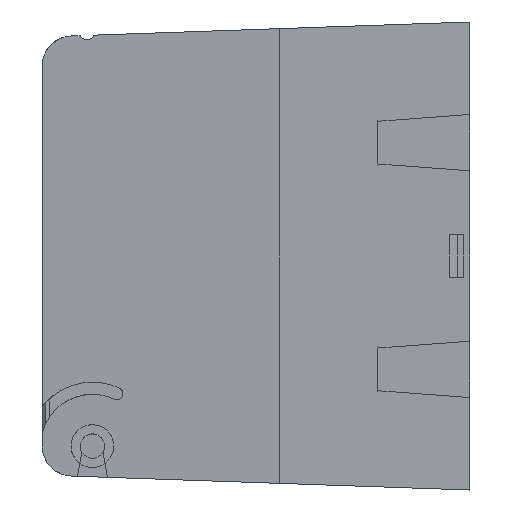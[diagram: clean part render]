
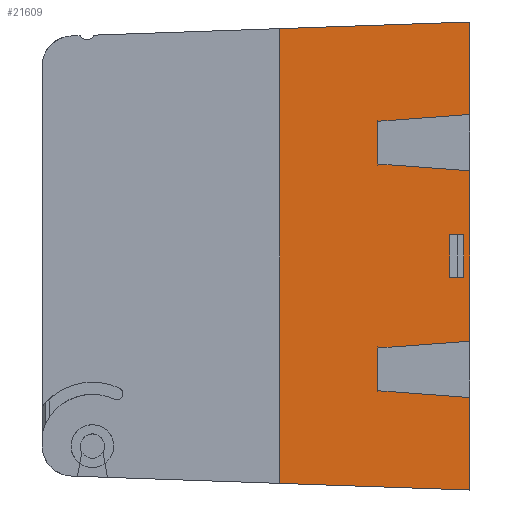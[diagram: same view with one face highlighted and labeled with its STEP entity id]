
A CAD part, left-side view. The second image highlights one B-rep face of the part: STEP entity #21609.
In plain terms, the highlighted planar face has unit normal (1, 0, 0).
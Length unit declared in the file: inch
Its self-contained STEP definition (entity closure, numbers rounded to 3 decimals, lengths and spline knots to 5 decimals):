
#37 = CARTESIAN_POINT ( 'NONE',  ( -1.395, 0.604, -0.60477 ) ) ;
#501 = ORIENTED_EDGE ( 'NONE', *, *, #18522, .F. ) ;
#602 = DIRECTION ( 'NONE',  ( 0., 1., 0. ) ) ;
#792 = VERTEX_POINT ( 'NONE', #17304 ) ;
#803 = CARTESIAN_POINT ( 'NONE',  ( -1.395, 0.594, -0.14 ) ) ;
#809 = VECTOR ( 'NONE', #5115, 39.37008 ) ;
#937 = VERTEX_POINT ( 'NONE', #15442 ) ;
#1097 = CARTESIAN_POINT ( 'NONE',  ( -1.395, 0.00349, 1.53744 ) ) ;
#1127 = ORIENTED_EDGE ( 'NONE', *, *, #2520, .F. ) ;
#1437 = DIRECTION ( 'NONE',  ( 0., 0., 1. ) ) ;
#1539 = LINE ( 'NONE', #23107, #6113 ) ;
#1578 = CARTESIAN_POINT ( 'NONE',  ( -1.395, 0., -0.93 ) ) ;
#2446 = CARTESIAN_POINT ( 'NONE',  ( -1.395, 0., 1.53756 ) ) ;
#2520 = EDGE_CURVE ( 'NONE', #19541, #19608, #13662, .T. ) ;
#2555 = CARTESIAN_POINT ( 'NONE',  ( -1.395, 0.594, 0.14 ) ) ;
#2915 = VECTOR ( 'NONE', #11733, 39.37008 ) ;
#3293 = LINE ( 'NONE', #11828, #18351 ) ;
#3519 = DIRECTION ( 'NONE',  ( 0., 0.997, 0.074 ) ) ;
#3537 = EDGE_CURVE ( 'NONE', #8044, #22385, #3293, .T. ) ;
#3541 = VECTOR ( 'NONE', #17664, 39.37008 ) ;
#3549 = ORIENTED_EDGE ( 'NONE', *, *, #19220, .F. ) ;
#3604 = CARTESIAN_POINT ( 'NONE',  ( -1.395, 0., -0.93 ) ) ;
#3646 = CARTESIAN_POINT ( 'NONE',  ( -1.395, 0.604, -0.5 ) ) ;
#4447 = CARTESIAN_POINT ( 'NONE',  ( -1.395, 0., 0.56 ) ) ;
#4511 = EDGE_LOOP ( 'NONE', ( #17118, #9137, #14031, #15889, #16600, #10306, #14274, #9633, #6247, #15909, #18740, #7506 ) ) ;
#5115 = DIRECTION ( 'NONE',  ( 0., -0.999, -0.035 ) ) ;
#5192 = DIRECTION ( 'NONE',  ( 0., 0.999, -0.035 ) ) ;
#5901 = EDGE_CURVE ( 'NONE', #18929, #17681, #22297, .T. ) ;
#5993 = LINE ( 'NONE', #18796, #809 ) ;
#6056 = VECTOR ( 'NONE', #5192, 39.37008 ) ;
#6113 = VECTOR ( 'NONE', #13205, 39.37008 ) ;
#6247 = ORIENTED_EDGE ( 'NONE', *, *, #24894, .F. ) ;
#6431 = AXIS2_PLACEMENT_3D ( 'NONE', #21520, #9663, #23491 ) ;
#6466 = DIRECTION ( 'NONE',  ( 0., -1., 0. ) ) ;
#6502 = DIRECTION ( 'NONE',  ( 0., 0., 1. ) ) ;
#7217 = CARTESIAN_POINT ( 'NONE',  ( -1.395, 0.604, -0.5 ) ) ;
#7228 = CARTESIAN_POINT ( 'NONE',  ( -1.395, 1.25, 1.49391 ) ) ;
#7506 = ORIENTED_EDGE ( 'NONE', *, *, #10115, .F. ) ;
#7610 = EDGE_CURVE ( 'NONE', #12062, #18929, #24918, .T. ) ;
#7689 = LINE ( 'NONE', #16102, #22808 ) ;
#7867 = LINE ( 'NONE', #2555, #12419 ) ;
#7987 = VECTOR ( 'NONE', #23833, 39.37008 ) ;
#8044 = VERTEX_POINT ( 'NONE', #25468 ) ;
#8451 = VECTOR ( 'NONE', #602, 39.37008 ) ;
#8717 = CARTESIAN_POINT ( 'NONE',  ( -1.395, 0., -1.53756 ) ) ;
#9137 = ORIENTED_EDGE ( 'NONE', *, *, #24977, .F. ) ;
#9196 = LINE ( 'NONE', #3646, #19108 ) ;
#9633 = ORIENTED_EDGE ( 'NONE', *, *, #7610, .F. ) ;
#9663 = DIRECTION ( 'NONE',  ( -1., 0., 0. ) ) ;
#9671 = CARTESIAN_POINT ( 'NONE',  ( -1.395, 0.604, 0.60477 ) ) ;
#9812 = LINE ( 'NONE', #20912, #13781 ) ;
#10115 = EDGE_CURVE ( 'NONE', #17823, #19584, #9196, .T. ) ;
#10306 = ORIENTED_EDGE ( 'NONE', *, *, #17026, .F. ) ;
#10524 = EDGE_CURVE ( 'NONE', #15890, #19812, #9812, .T. ) ;
#10772 = CARTESIAN_POINT ( 'NONE',  ( -1.395, 0., 0.93 ) ) ;
#11014 = DIRECTION ( 'NONE',  ( 0., 0., -1. ) ) ;
#11078 = CARTESIAN_POINT ( 'NONE',  ( -1.395, 0.604, 0.88523 ) ) ;
#11615 = VECTOR ( 'NONE', #6502, 39.37008 ) ;
#11733 = DIRECTION ( 'NONE',  ( 0., -0.997, 0.074 ) ) ;
#11825 = DIRECTION ( 'NONE',  ( 0., 0., 1. ) ) ;
#11828 = CARTESIAN_POINT ( 'NONE',  ( -1.395, 0., 1.4375 ) ) ;
#12029 = CARTESIAN_POINT ( 'NONE',  ( -1.395, 0.133, -0.5 ) ) ;
#12062 = VERTEX_POINT ( 'NONE', #9671 ) ;
#12419 = VECTOR ( 'NONE', #6466, 39.37008 ) ;
#12850 = LINE ( 'NONE', #16198, #11615 ) ;
#13094 = CARTESIAN_POINT ( 'NONE',  ( -1.395, 1.25, -1.49391 ) ) ;
#13205 = DIRECTION ( 'NONE',  ( 0., 0., 1. ) ) ;
#13276 = LINE ( 'NONE', #37, #2915 ) ;
#13662 = LINE ( 'NONE', #803, #8451 ) ;
#13781 = VECTOR ( 'NONE', #11014, 39.37008 ) ;
#14031 = ORIENTED_EDGE ( 'NONE', *, *, #19718, .F. ) ;
#14274 = ORIENTED_EDGE ( 'NONE', *, *, #5901, .F. ) ;
#14345 = VECTOR ( 'NONE', #1437, 39.37008 ) ;
#14406 = CARTESIAN_POINT ( 'NONE',  ( -1.395, 0.04, -0.14 ) ) ;
#14513 = VECTOR ( 'NONE', #3519, 39.37008 ) ;
#14805 = VERTEX_POINT ( 'NONE', #2446 ) ;
#14984 = FACE_BOUND ( 'NONE', #19487, .T. ) ;
#15024 = EDGE_CURVE ( 'NONE', #19176, #17823, #25077, .T. ) ;
#15442 = CARTESIAN_POINT ( 'NONE',  ( -1.395, 0.133, 0.14 ) ) ;
#15672 = CARTESIAN_POINT ( 'NONE',  ( -1.395, 0.04, -0.5 ) ) ;
#15889 = ORIENTED_EDGE ( 'NONE', *, *, #10524, .F. ) ;
#15890 = VERTEX_POINT ( 'NONE', #7228 ) ;
#15909 = ORIENTED_EDGE ( 'NONE', *, *, #3537, .F. ) ;
#16102 = CARTESIAN_POINT ( 'NONE',  ( -1.395, 0., 0.56 ) ) ;
#16158 = EDGE_CURVE ( 'NONE', #19608, #937, #23117, .T. ) ;
#16198 = CARTESIAN_POINT ( 'NONE',  ( -1.395, 0., 1.4375 ) ) ;
#16495 = LINE ( 'NONE', #1097, #6056 ) ;
#16600 = ORIENTED_EDGE ( 'NONE', *, *, #17722, .F. ) ;
#17026 = EDGE_CURVE ( 'NONE', #17681, #14805, #1539, .T. ) ;
#17061 = VECTOR ( 'NONE', #19225, 39.37008 ) ;
#17118 = ORIENTED_EDGE ( 'NONE', *, *, #15024, .F. ) ;
#17304 = CARTESIAN_POINT ( 'NONE',  ( -1.395, 0.04, 0.14 ) ) ;
#17664 = DIRECTION ( 'NONE',  ( 0., 0., -1. ) ) ;
#17681 = VERTEX_POINT ( 'NONE', #10772 ) ;
#17722 = EDGE_CURVE ( 'NONE', #14805, #15890, #16495, .T. ) ;
#17823 = VERTEX_POINT ( 'NONE', #19042 ) ;
#18049 = ORIENTED_EDGE ( 'NONE', *, *, #16158, .F. ) ;
#18351 = VECTOR ( 'NONE', #11825, 39.37008 ) ;
#18522 = EDGE_CURVE ( 'NONE', #937, #792, #7867, .T. ) ;
#18627 = CARTESIAN_POINT ( 'NONE',  ( -1.395, 0.133, -0.14 ) ) ;
#18740 = ORIENTED_EDGE ( 'NONE', *, *, #19260, .F. ) ;
#18796 = CARTESIAN_POINT ( 'NONE',  ( -1.395, 0.00349, -1.53744 ) ) ;
#18929 = VERTEX_POINT ( 'NONE', #11078 ) ;
#19042 = CARTESIAN_POINT ( 'NONE',  ( -1.395, 0.604, -0.88523 ) ) ;
#19108 = VECTOR ( 'NONE', #25256, 39.37008 ) ;
#19176 = VERTEX_POINT ( 'NONE', #3604 ) ;
#19220 = EDGE_CURVE ( 'NONE', #792, #19541, #24441, .T. ) ;
#19225 = DIRECTION ( 'NONE',  ( 0., -0.997, 0.074 ) ) ;
#19260 = EDGE_CURVE ( 'NONE', #19584, #8044, #13276, .T. ) ;
#19487 = EDGE_LOOP ( 'NONE', ( #18049, #1127, #3549, #501 ) ) ;
#19541 = VERTEX_POINT ( 'NONE', #14406 ) ;
#19584 = VERTEX_POINT ( 'NONE', #24461 ) ;
#19608 = VERTEX_POINT ( 'NONE', #18627 ) ;
#19656 = CARTESIAN_POINT ( 'NONE',  ( -1.395, 0.604, 0.88523 ) ) ;
#19718 = EDGE_CURVE ( 'NONE', #19812, #20172, #5993, .T. ) ;
#19812 = VERTEX_POINT ( 'NONE', #13094 ) ;
#20172 = VERTEX_POINT ( 'NONE', #8717 ) ;
#20912 = CARTESIAN_POINT ( 'NONE',  ( -1.395, 1.25, 3.60036 ) ) ;
#21520 = CARTESIAN_POINT ( 'NONE',  ( -1.395, 0.594, -0.5 ) ) ;
#21609 = ADVANCED_FACE ( 'NONE', ( #14984, #24902 ), #25421, .F. ) ;
#22069 = DIRECTION ( 'NONE',  ( 0., 0.997, 0.074 ) ) ;
#22297 = LINE ( 'NONE', #19656, #17061 ) ;
#22385 = VERTEX_POINT ( 'NONE', #4447 ) ;
#22808 = VECTOR ( 'NONE', #22069, 39.37008 ) ;
#23107 = CARTESIAN_POINT ( 'NONE',  ( -1.395, 0., 1.4375 ) ) ;
#23117 = LINE ( 'NONE', #12029, #7987 ) ;
#23491 = DIRECTION ( 'NONE',  ( 0., 0., 1. ) ) ;
#23833 = DIRECTION ( 'NONE',  ( 0., 0., 1. ) ) ;
#24441 = LINE ( 'NONE', #15672, #3541 ) ;
#24461 = CARTESIAN_POINT ( 'NONE',  ( -1.395, 0.604, -0.60477 ) ) ;
#24894 = EDGE_CURVE ( 'NONE', #22385, #12062, #7689, .T. ) ;
#24902 = FACE_OUTER_BOUND ( 'NONE', #4511, .T. ) ;
#24918 = LINE ( 'NONE', #7217, #14345 ) ;
#24977 = EDGE_CURVE ( 'NONE', #20172, #19176, #12850, .T. ) ;
#25077 = LINE ( 'NONE', #1578, #14513 ) ;
#25256 = DIRECTION ( 'NONE',  ( 0., 0., 1. ) ) ;
#25421 = PLANE ( 'NONE',  #6431 ) ;
#25468 = CARTESIAN_POINT ( 'NONE',  ( -1.395, 0., -0.56 ) ) ;
